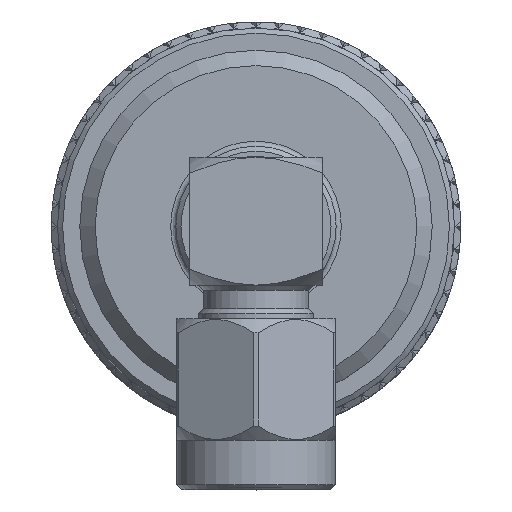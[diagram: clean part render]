
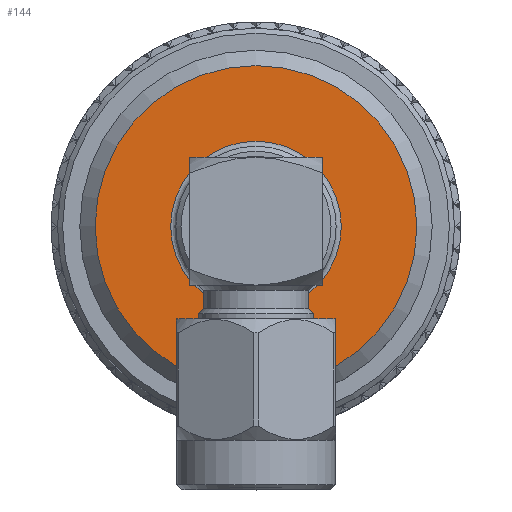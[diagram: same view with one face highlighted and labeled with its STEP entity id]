
A CAD part, top view. The second image highlights one B-rep face of the part: STEP entity #144.
In plain terms, the highlighted face is planar.
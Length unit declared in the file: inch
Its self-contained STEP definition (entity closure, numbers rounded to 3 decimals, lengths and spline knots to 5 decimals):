
#144 = ADVANCED_FACE ( 'NONE', ( #101806, #38615 ), #87423, .T. ) ;
#4637 = DIRECTION ( 'NONE',  ( 0., 0., -1. ) ) ;
#7674 = CARTESIAN_POINT ( 'NONE',  ( 0.80224, 0., 0. ) ) ;
#9002 = EDGE_LOOP ( 'NONE', ( #73847 ) ) ;
#12519 = EDGE_CURVE ( 'NONE', #77783, #77783, #12802, .T. ) ;
#12802 = CIRCLE ( 'NONE', #84004, 0.16669 ) ;
#30069 = DIRECTION ( 'NONE',  ( -1., 0., 0. ) ) ;
#30569 = VERTEX_POINT ( 'NONE', #95284 ) ;
#31084 = CARTESIAN_POINT ( 'NONE',  ( 0.80224, 0., -0.16669 ) ) ;
#37714 = AXIS2_PLACEMENT_3D ( 'NONE', #7674, #95740, #40026 ) ;
#38615 = FACE_BOUND ( 'NONE', #84347, .T. ) ;
#40026 = DIRECTION ( 'NONE',  ( 0., 0., -1. ) ) ;
#46558 = CARTESIAN_POINT ( 'NONE',  ( 0.80224, 0.34446, 0. ) ) ;
#47019 = CARTESIAN_POINT ( 'NONE',  ( 0.80224, 0., 0. ) ) ;
#57229 = EDGE_CURVE ( 'NONE', #30569, #30569, #83473, .T. ) ;
#69886 = DIRECTION ( 'NONE',  ( 0., 0., -1. ) ) ;
#71028 = ORIENTED_EDGE ( 'NONE', *, *, #12519, .T. ) ;
#73847 = ORIENTED_EDGE ( 'NONE', *, *, #57229, .T. ) ;
#77783 = VERTEX_POINT ( 'NONE', #31084 ) ;
#83473 = CIRCLE ( 'NONE', #37714, 0.31446 ) ;
#84004 = AXIS2_PLACEMENT_3D ( 'NONE', #47019, #30069, #4637 ) ;
#84347 = EDGE_LOOP ( 'NONE', ( #71028 ) ) ;
#87423 = PLANE ( 'NONE',  #95484 ) ;
#95284 = CARTESIAN_POINT ( 'NONE',  ( 0.80224, 0., -0.31446 ) ) ;
#95484 = AXIS2_PLACEMENT_3D ( 'NONE', #46558, #103385, #69886 ) ;
#95740 = DIRECTION ( 'NONE',  ( 1., 0., 0. ) ) ;
#101806 = FACE_OUTER_BOUND ( 'NONE', #9002, .T. ) ;
#103385 = DIRECTION ( 'NONE',  ( 1., 0., 0. ) ) ;
